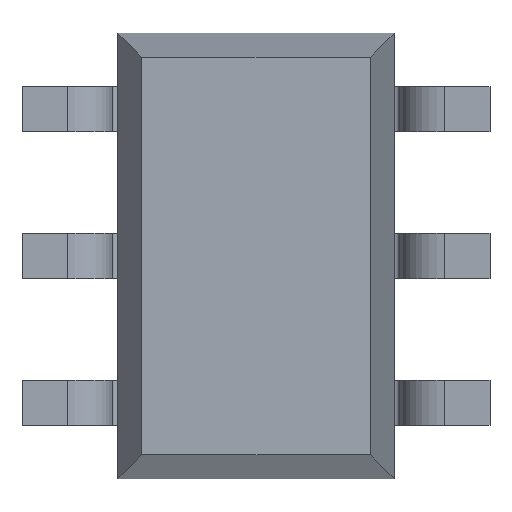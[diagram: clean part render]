
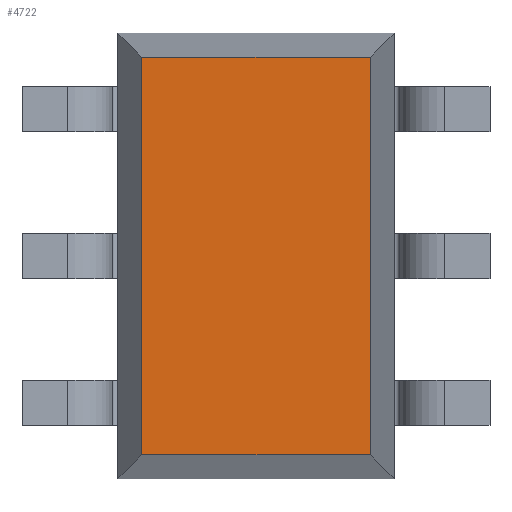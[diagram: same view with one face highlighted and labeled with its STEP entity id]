
A CAD part, front view. The second image highlights one B-rep face of the part: STEP entity #4722.
In plain terms, the highlighted planar face has unit normal (0, -1, 0).
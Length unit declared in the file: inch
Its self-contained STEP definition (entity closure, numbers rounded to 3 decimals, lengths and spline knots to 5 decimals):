
#52 = EDGE_CURVE ( 'NONE', #5287, #610, #2935, .T. ) ;
#74 = DIRECTION ( 'NONE',  ( 0., 0., 1. ) ) ;
#278 = DIRECTION ( 'NONE',  ( 0., 0., 1. ) ) ;
#308 = VECTOR ( 'NONE', #4926, 39.37008 ) ;
#359 = CARTESIAN_POINT ( 'NONE',  ( 0.02027, 0.004, 0.03527 ) ) ;
#464 = VECTOR ( 'NONE', #4144, 39.37008 ) ;
#610 = VERTEX_POINT ( 'NONE', #3611 ) ;
#918 = EDGE_CURVE ( 'NONE', #610, #4386, #3508, .T. ) ;
#1007 = LINE ( 'NONE', #2063, #4196 ) ;
#1026 = FACE_OUTER_BOUND ( 'NONE', #1294, .T. ) ;
#1043 = VECTOR ( 'NONE', #278, 39.37008 ) ;
#1294 = EDGE_LOOP ( 'NONE', ( #1743, #2904, #2959, #4599 ) ) ;
#1381 = CARTESIAN_POINT ( 'NONE',  ( 0., 0.004, 0. ) ) ;
#1743 = ORIENTED_EDGE ( 'NONE', *, *, #2911, .F. ) ;
#1909 = CARTESIAN_POINT ( 'NONE',  ( -0.02027, 0.004, -0.03527 ) ) ;
#2002 = EDGE_CURVE ( 'NONE', #3151, #5287, #4003, .T. ) ;
#2063 = CARTESIAN_POINT ( 'NONE',  ( 0.02027, 0.004, 0. ) ) ;
#2357 = CARTESIAN_POINT ( 'NONE',  ( -0.02027, 0.004, 0. ) ) ;
#2418 = CARTESIAN_POINT ( 'NONE',  ( 0., 0.004, -0.03527 ) ) ;
#2430 = DIRECTION ( 'NONE',  ( 0., 0., -1. ) ) ;
#2904 = ORIENTED_EDGE ( 'NONE', *, *, #918, .F. ) ;
#2911 = EDGE_CURVE ( 'NONE', #4386, #3151, #1007, .T. ) ;
#2935 = LINE ( 'NONE', #2357, #1043 ) ;
#2959 = ORIENTED_EDGE ( 'NONE', *, *, #52, .F. ) ;
#3151 = VERTEX_POINT ( 'NONE', #3404 ) ;
#3404 = CARTESIAN_POINT ( 'NONE',  ( 0.02027, 0.004, -0.03527 ) ) ;
#3508 = LINE ( 'NONE', #5166, #464 ) ;
#3611 = CARTESIAN_POINT ( 'NONE',  ( -0.02027, 0.004, 0.03527 ) ) ;
#4003 = LINE ( 'NONE', #2418, #308 ) ;
#4110 = AXIS2_PLACEMENT_3D ( 'NONE', #1381, #5047, #74 ) ;
#4144 = DIRECTION ( 'NONE',  ( 1., 0., 0. ) ) ;
#4196 = VECTOR ( 'NONE', #2430, 39.37008 ) ;
#4386 = VERTEX_POINT ( 'NONE', #359 ) ;
#4599 = ORIENTED_EDGE ( 'NONE', *, *, #2002, .F. ) ;
#4641 = PLANE ( 'NONE',  #4110 ) ;
#4722 = ADVANCED_FACE ( 'NONE', ( #1026 ), #4641, .F. ) ;
#4926 = DIRECTION ( 'NONE',  ( -1., 0., 0. ) ) ;
#5047 = DIRECTION ( 'NONE',  ( 0., 1., 0. ) ) ;
#5166 = CARTESIAN_POINT ( 'NONE',  ( 0., 0.004, 0.03527 ) ) ;
#5287 = VERTEX_POINT ( 'NONE', #1909 ) ;
